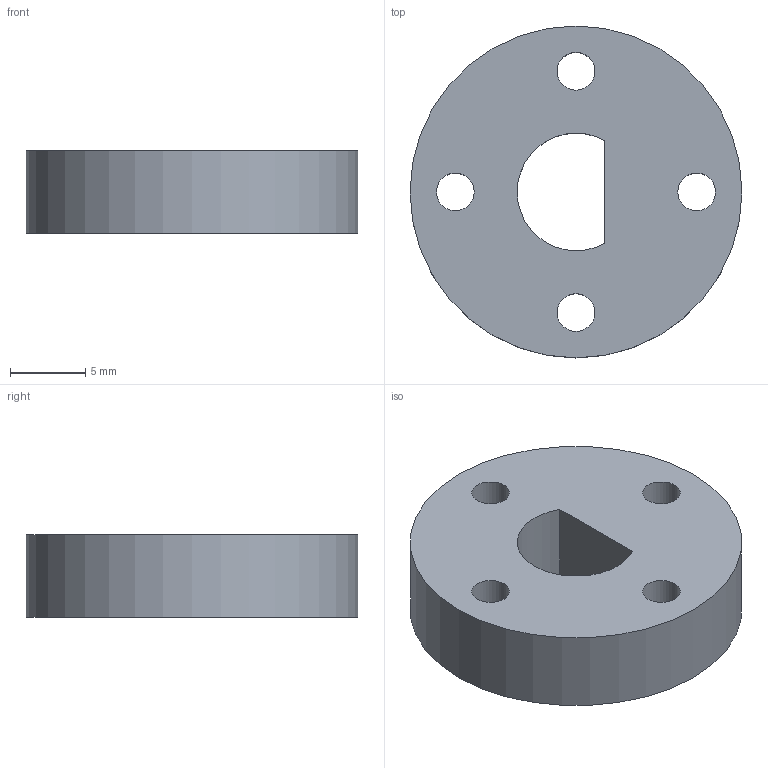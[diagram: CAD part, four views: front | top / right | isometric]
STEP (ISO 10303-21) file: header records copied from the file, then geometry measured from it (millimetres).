
FILE_DESCRIPTION(/* description */ ('STEP AP214'),/* implementation_level */ '2;1');
FILE_NAME(/* name */ '61fa9e65de1f9b6a4c35e5f5',/* time_stamp */ '2022-02-02T15:08:22+00:00',/* author */ (''),/* organization */ (''),/* preprocessor_version */ 'ST-DEVELOPER v18.101',/* originating_system */ ' ',/* authorisation */ ' ');
FILE_SCHEMA (('AUTOMOTIVE_DESIGN {1 0 10303 214 3 1 1}'));
Length unit declared in the file: metre
Products named in the file (1): Fixation moteur ancienne version
Bounding box: 22 x 22 x 5.5 mm (x, y, z)
Volume: 1773.2 mm3; surface area: 1324.4 mm2
Topology: 1 solids, 1 shells, 9 faces, 21 edges, 14 vertices
Faces by surface type: cylinder 6, plane 3
Full cylindrical faces by diameter (mm): 2.5 x4, 22 x1
Entity records: 292 total; most frequent: DIRECTION 48, CARTESIAN_POINT 40, ORIENTED_EDGE 32, EDGE_LOOP 24, FACE_BOUND 24, AXIS2_PLACEMENT_3D 22, EDGE_CURVE 16, VERTEX_POINT 14
